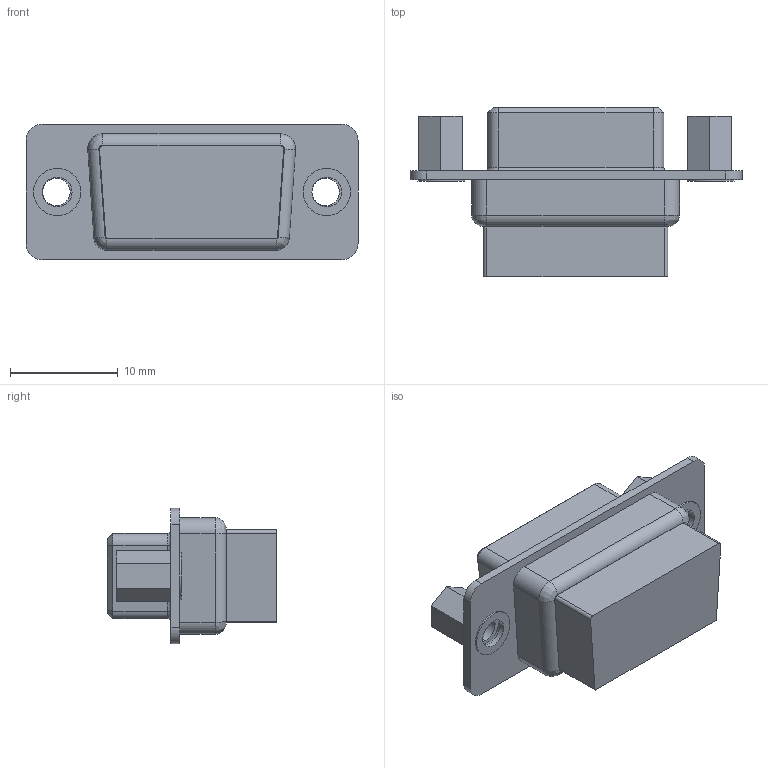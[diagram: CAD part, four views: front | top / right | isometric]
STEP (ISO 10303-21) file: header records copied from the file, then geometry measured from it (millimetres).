
FILE_DESCRIPTION( ('This file contains a STEP AP42 implementation' ,'as created by ZW3D STEP Interface translator.') ,'2;1' );
FILE_NAME( '6221-XXFF00X01.stp' ,'2311 9.16 0 8', (''), ('ZWCAD Software Co.'), 'Version 1.0', 'ZW3D to STEP translator', '' );
FILE_SCHEMA(('AUTOMOTIVE_DESIGN { 1 0 10303 214 1 1 1 1 }'));
Length unit declared in the file: millimetre
Products named in the file (2): 0; 6210_xxfbs004
Bounding box: 30.81 x 15.7 x 12.55 mm (x, y, z)
Volume: 2543.1 mm3; surface area: 2877 mm2
Topology: 1 solids, 1 shells, 169 faces, 388 edges, 242 vertices
Faces by surface type: plane 67, cylinder 64, torus 26, cone 8, bspline 4
Entity records: 5080 total; most frequent: CARTESIAN_POINT 904, DIRECTION 890, ORIENTED_EDGE 776, EDGE_CURVE 388, AXIS2_PLACEMENT_3D 345, VERTEX_POINT 242, VECTOR 200, LINE 200
